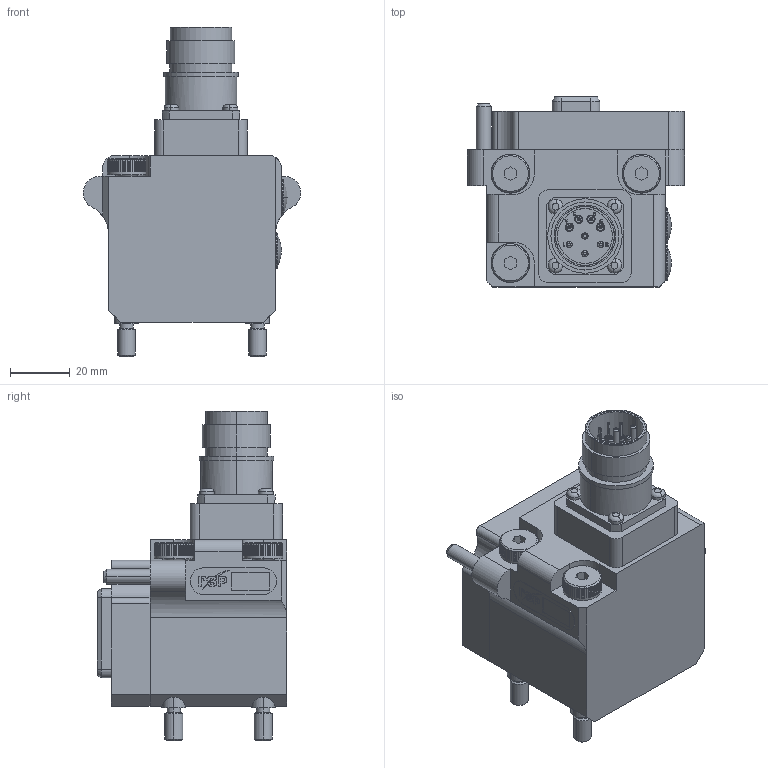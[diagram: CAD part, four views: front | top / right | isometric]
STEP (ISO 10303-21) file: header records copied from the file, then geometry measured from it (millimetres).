
FILE_DESCRIPTION (( 'STEP AP203' ), '1' );
FILE_NAME ('P6768-2.STEP', '2019-04-09T14:42:55', ( 'admin' ), ( '' ), 'SwSTEP 2.0', 'SolidWorks 2017', '' );
FILE_SCHEMA (( 'CONFIG_CONTROL_DESIGN' ));
Length unit declared in the file: millimetre
Products named in the file (1): P6768-2
Bounding box: 72.98 x 63.8 x 110.5 mm (x, y, z)
Volume: 193911.2 mm3; surface area: 59669.8 mm2
Topology: 41 solids, 41 shells, 1388 faces, 3488 edges, 2242 vertices
Faces by surface type: plane 791, cylinder 291, cone 102, bspline 102, torus 102
Entity records: 46532 total; most frequent: CARTESIAN_POINT 13510, ORIENTED_EDGE 6944, DIRECTION 6684, EDGE_CURVE 3472, AXIS2_PLACEMENT_3D 2448, VERTEX_POINT 2242, VECTOR 1788, LINE 1788
